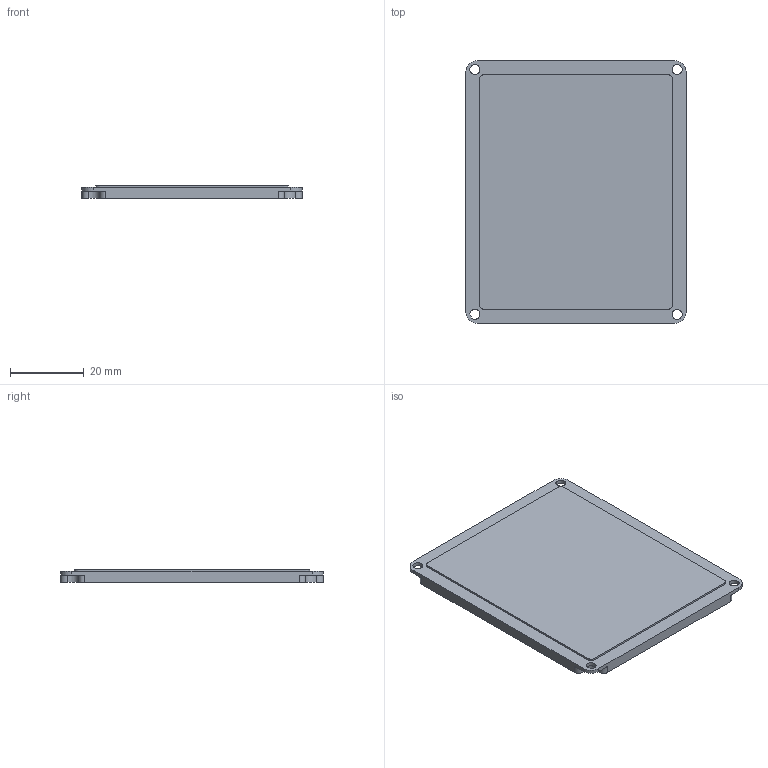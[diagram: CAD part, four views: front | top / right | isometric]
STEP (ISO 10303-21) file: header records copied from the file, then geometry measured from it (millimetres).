
FILE_DESCRIPTION(/* description */ (''),/* implementation_level */ '2;1');
FILE_NAME(/* name */ 'USB Hub DAC Case -- Base.step',/* time_stamp */ '2025-12-07T14:36:13-10:00',/* author */ (''),/* organization */ (''),/* preprocessor_version */ 'ST-DEVELOPER v20.1',/* originating_system */ 'Autodesk Translation Framework v14.21.0.0',/* authorisation */ '');
FILE_SCHEMA (('AUTOMOTIVE_DESIGN { 1 0 10303 214 3 1 1 }'));
Length unit declared in the file: millimetre
Products named in the file (2): USB Hub DAC Case; Component1
Assembly tree (1 placements, depth 2):
  USB Hub DAC Case
    Component1
Bounding box: 59.5 x 71 x 3.5 mm (x, y, z)
Volume: 14112.5 mm3; surface area: 9297.2 mm2
Topology: 1 solids, 1 shells, 40 faces, 111 edges, 74 vertices
Faces by surface type: cylinder 25, plane 15
Full cylindrical faces by diameter (mm): 2.7 x3
Entity records: 1479 total; most frequent: DIRECTION 247, CARTESIAN_POINT 228, ORIENTED_EDGE 222, EDGE_CURVE 111, AXIS2_PLACEMENT_3D 93, VERTEX_POINT 74, LINE 61, VECTOR 61
